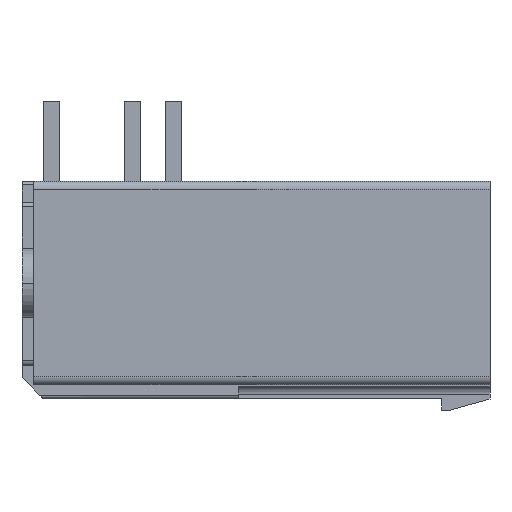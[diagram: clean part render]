
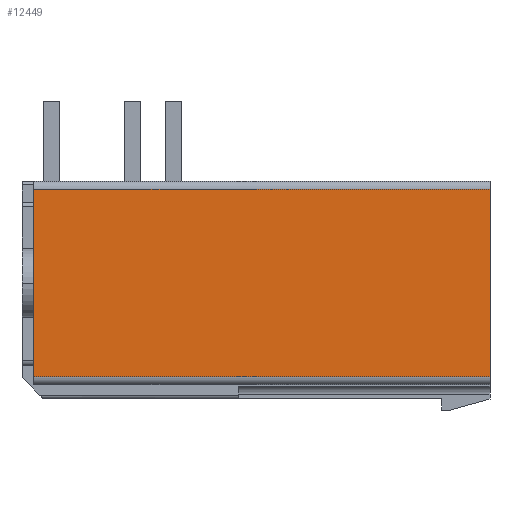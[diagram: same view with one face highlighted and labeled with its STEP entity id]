
A CAD part, front view. The second image highlights one B-rep face of the part: STEP entity #12449.
In plain terms, the highlighted planar face has unit normal (0, -1, 0).
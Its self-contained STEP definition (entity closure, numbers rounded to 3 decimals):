
#1238=DIRECTION('',(0.,0.,1.));
#1239=VECTOR('',#1238,11.733);
#1240=CARTESIAN_POINT('',(14.625,-6.22,-5.055));
#1241=LINE('',#1240,#1239);
#3071=DIRECTION('',(0.,0.,1.));
#3072=VECTOR('',#3071,11.733);
#3073=CARTESIAN_POINT('',(-13.875,-6.22,-5.055));
#3074=LINE('',#3073,#3072);
#3854=DIRECTION('',(-1.,0.,0.));
#3855=VECTOR('',#3854,28.5);
#3856=CARTESIAN_POINT('',(14.625,-6.22,-5.055));
#3857=LINE('',#3856,#3855);
#3858=DIRECTION('',(-1.,0.,0.));
#3859=VECTOR('',#3858,28.5);
#3860=CARTESIAN_POINT('',(14.625,-6.22,6.678));
#3861=LINE('',#3860,#3859);
#7292=CARTESIAN_POINT('',(14.625,-6.22,6.678));
#7294=VERTEX_POINT('',#7292);
#7309=CARTESIAN_POINT('',(14.625,-6.22,-5.055));
#7311=VERTEX_POINT('',#7309);
#7312=CARTESIAN_POINT('',(-13.875,-6.22,6.678));
#7314=VERTEX_POINT('',#7312);
#7317=CARTESIAN_POINT('',(-13.875,-6.22,-5.055));
#7319=VERTEX_POINT('',#7317);
#12437=CARTESIAN_POINT('',(14.625,-6.22,-5.055));
#12438=DIRECTION('',(0.,1.,0.));
#12439=DIRECTION('',(0.,0.,1.));
#12440=AXIS2_PLACEMENT_3D('',#12437,#12438,#12439);
#12441=PLANE('',#12440);
#12442=ORIENTED_EDGE('',*,*,#8297,.F.);
#12443=ORIENTED_EDGE('',*,*,#12432,.T.);
#12444=ORIENTED_EDGE('',*,*,#11581,.T.);
#12446=ORIENTED_EDGE('',*,*,#12445,.F.);
#12447=EDGE_LOOP('',(#12442,#12443,#12444,#12446));
#12448=FACE_OUTER_BOUND('',#12447,.F.);
#12449=ADVANCED_FACE('',(#12448),#12441,.F.);
#8297=EDGE_CURVE('',#7311,#7294,#1241,.T.);
#11581=EDGE_CURVE('',#7319,#7314,#3074,.T.);
#12432=EDGE_CURVE('',#7311,#7319,#3857,.T.);
#12445=EDGE_CURVE('',#7294,#7314,#3861,.T.);
